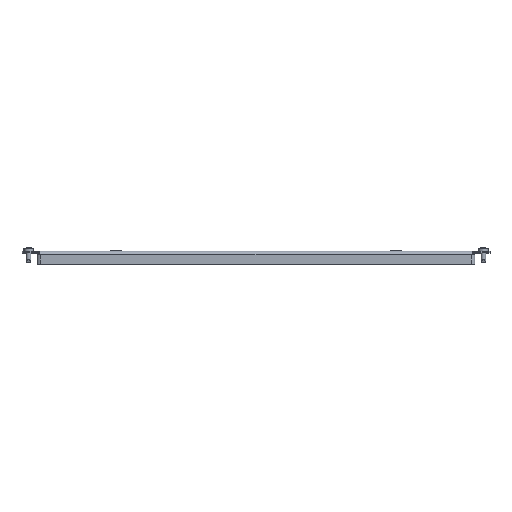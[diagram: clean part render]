
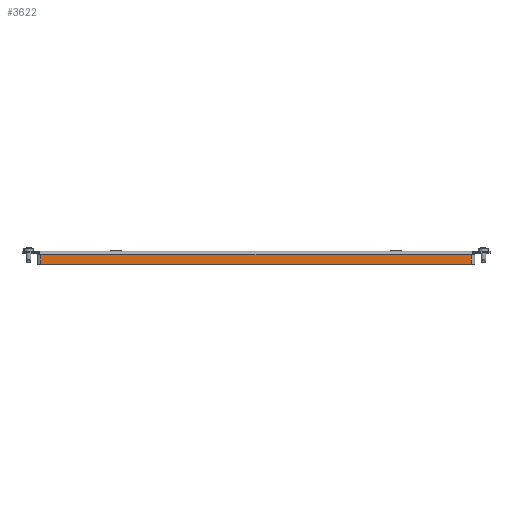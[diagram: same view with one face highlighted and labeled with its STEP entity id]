
A CAD part, top view. The second image highlights one B-rep face of the part: STEP entity #3622.
In plain terms, the highlighted face is planar.
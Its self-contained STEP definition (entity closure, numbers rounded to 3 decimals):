
#348 = EDGE_CURVE ( 'NONE', #2863, #2278, #1420, .T. ) ;
#610 = EDGE_CURVE ( 'NONE', #4430, #3874, #713, .T. ) ;
#713 = LINE ( 'NONE', #3011, #3580 ) ;
#801 = VECTOR ( 'NONE', #2598, 1000. ) ;
#902 = CARTESIAN_POINT ( 'NONE',  ( 5., -3., -229. ) ) ;
#1267 = VECTOR ( 'NONE', #5151, 1000. ) ;
#1420 = LINE ( 'NONE', #2084, #2181 ) ;
#1720 = CARTESIAN_POINT ( 'NONE',  ( -5., -3., -229. ) ) ;
#1852 = DIRECTION ( 'NONE',  ( 1., 0., 0. ) ) ;
#2084 = CARTESIAN_POINT ( 'NONE',  ( -5., -3., 229. ) ) ;
#2181 = VECTOR ( 'NONE', #4077, 1000. ) ;
#2264 = CARTESIAN_POINT ( 'NONE',  ( -5., -3., 229. ) ) ;
#2278 = VERTEX_POINT ( 'NONE', #3315 ) ;
#2598 = DIRECTION ( 'NONE',  ( 0., 0., 1. ) ) ;
#2755 = EDGE_CURVE ( 'NONE', #3874, #2278, #4602, .T. ) ;
#2863 = VERTEX_POINT ( 'NONE', #2264 ) ;
#3011 = CARTESIAN_POINT ( 'NONE',  ( -5., -3., -229. ) ) ;
#3038 = AXIS2_PLACEMENT_3D ( 'NONE', #3248, #4074, #4023 ) ;
#3248 = CARTESIAN_POINT ( 'NONE',  ( -5., -3., -229. ) ) ;
#3315 = CARTESIAN_POINT ( 'NONE',  ( 5., -3., 229. ) ) ;
#3412 = LINE ( 'NONE', #4647, #801 ) ;
#3486 = CARTESIAN_POINT ( 'NONE',  ( 5., -3., -229. ) ) ;
#3493 = ORIENTED_EDGE ( 'NONE', *, *, #2755, .T. ) ;
#3580 = VECTOR ( 'NONE', #1852, 1000. ) ;
#3622 = ADVANCED_FACE ( 'NONE', ( #4336 ), #4056, .T. ) ;
#3874 = VERTEX_POINT ( 'NONE', #902 ) ;
#3945 = ORIENTED_EDGE ( 'NONE', *, *, #348, .F. ) ;
#3983 = ORIENTED_EDGE ( 'NONE', *, *, #4480, .F. ) ;
#4023 = DIRECTION ( 'NONE',  ( 1., 0., 0. ) ) ;
#4056 = PLANE ( 'NONE',  #3038 ) ;
#4074 = DIRECTION ( 'NONE',  ( 0., -1., 0. ) ) ;
#4077 = DIRECTION ( 'NONE',  ( 1., 0., 0. ) ) ;
#4336 = FACE_OUTER_BOUND ( 'NONE', #4699, .T. ) ;
#4430 = VERTEX_POINT ( 'NONE', #1720 ) ;
#4480 = EDGE_CURVE ( 'NONE', #4430, #2863, #3412, .T. ) ;
#4602 = LINE ( 'NONE', #3486, #1267 ) ;
#4647 = CARTESIAN_POINT ( 'NONE',  ( -5., -3., -229. ) ) ;
#4699 = EDGE_LOOP ( 'NONE', ( #3945, #3983, #4917, #3493 ) ) ;
#4917 = ORIENTED_EDGE ( 'NONE', *, *, #610, .T. ) ;
#5151 = DIRECTION ( 'NONE',  ( 0., 0., 1. ) ) ;
